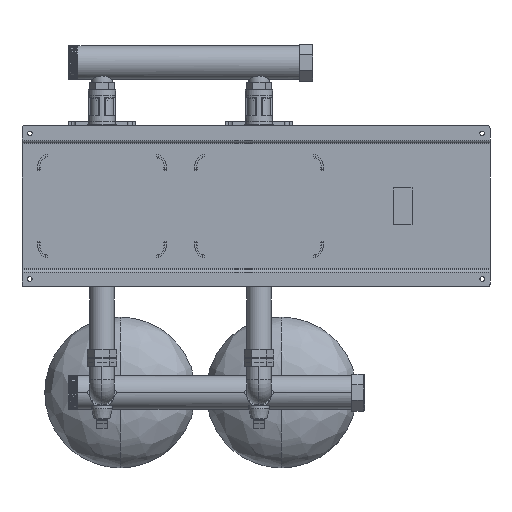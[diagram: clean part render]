
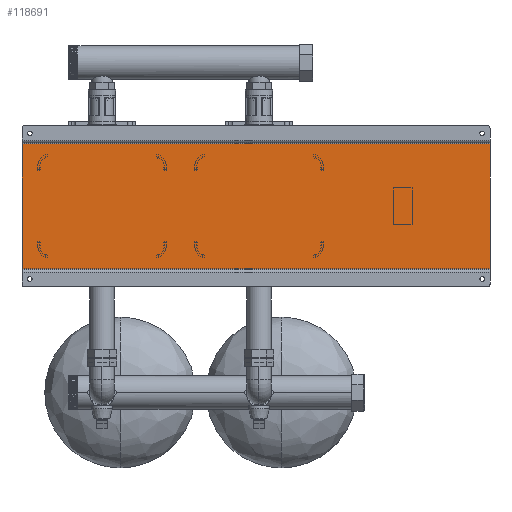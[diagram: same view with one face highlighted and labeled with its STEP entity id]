
A CAD part, front view. The second image highlights one B-rep face of the part: STEP entity #118691.
In plain terms, the highlighted planar face has unit normal (0, -1, 0).
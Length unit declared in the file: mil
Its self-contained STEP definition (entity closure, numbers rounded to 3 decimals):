
#4641 = CARTESIAN_POINT ( 'NONE',  ( 17716.535, 2007.874, 4724.409 ) ) ;
#5122 = FACE_OUTER_BOUND ( 'NONE', #71183, .T. ) ;
#10788 = ORIENTED_EDGE ( 'NONE', *, *, #25355, .F. ) ;
#11446 = CARTESIAN_POINT ( 'NONE',  ( 17716.535, 2007.874, 4724.409 ) ) ;
#17018 = DIRECTION ( 'NONE',  ( 0., 0., -1. ) ) ;
#17369 = DIRECTION ( 'NONE',  ( 0., 0., -1. ) ) ;
#19851 = EDGE_CURVE ( 'NONE', #85034, #136578, #69453, .T. ) ;
#20021 = VERTEX_POINT ( 'NONE', #118207 ) ;
#25355 = EDGE_CURVE ( 'NONE', #138490, #20021, #33613, .T. ) ;
#27972 = CARTESIAN_POINT ( 'NONE',  ( -17716.535, 2007.874, -4724.409 ) ) ;
#32369 = VECTOR ( 'NONE', #17369, 39370.079 ) ;
#33613 = LINE ( 'NONE', #78029, #42766 ) ;
#36437 = EDGE_CURVE ( 'NONE', #85034, #138490, #117891, .T. ) ;
#42766 = VECTOR ( 'NONE', #100612, 39370.079 ) ;
#49523 = DIRECTION ( 'NONE',  ( 1., 0., 0. ) ) ;
#55837 = ORIENTED_EDGE ( 'NONE', *, *, #127913, .T. ) ;
#56456 = ORIENTED_EDGE ( 'NONE', *, *, #19851, .T. ) ;
#57432 = CARTESIAN_POINT ( 'NONE',  ( 17716.535, 2007.874, -4724.409 ) ) ;
#69453 = LINE ( 'NONE', #4641, #119287 ) ;
#69563 = VECTOR ( 'NONE', #17018, 39370.079 ) ;
#71183 = EDGE_LOOP ( 'NONE', ( #55837, #10788, #117068, #56456 ) ) ;
#78029 = CARTESIAN_POINT ( 'NONE',  ( 17716.535, 2007.874, -4724.409 ) ) ;
#85034 = VERTEX_POINT ( 'NONE', #11446 ) ;
#92530 = CARTESIAN_POINT ( 'NONE',  ( 17716.535, 2007.874, -4724.409 ) ) ;
#96375 = LINE ( 'NONE', #27972, #69563 ) ;
#97615 = AXIS2_PLACEMENT_3D ( 'NONE', #92530, #127449, #49523 ) ;
#100612 = DIRECTION ( 'NONE',  ( -1., 0., 0. ) ) ;
#102730 = PLANE ( 'NONE',  #97615 ) ;
#103684 = DIRECTION ( 'NONE',  ( -1., 0., 0. ) ) ;
#117068 = ORIENTED_EDGE ( 'NONE', *, *, #36437, .F. ) ;
#117891 = LINE ( 'NONE', #130945, #32369 ) ;
#118207 = CARTESIAN_POINT ( 'NONE',  ( -17716.535, 2007.874, -4724.409 ) ) ;
#118691 = ADVANCED_FACE ( 'NONE', ( #5122 ), #102730, .F. ) ;
#119287 = VECTOR ( 'NONE', #103684, 39370.079 ) ;
#127449 = DIRECTION ( 'NONE',  ( 0., 1., 0. ) ) ;
#127913 = EDGE_CURVE ( 'NONE', #136578, #20021, #96375, .T. ) ;
#130945 = CARTESIAN_POINT ( 'NONE',  ( 17716.535, 2007.874, 4724.409 ) ) ;
#133845 = CARTESIAN_POINT ( 'NONE',  ( -17716.535, 2007.874, 4724.409 ) ) ;
#136578 = VERTEX_POINT ( 'NONE', #133845 ) ;
#138490 = VERTEX_POINT ( 'NONE', #57432 ) ;
